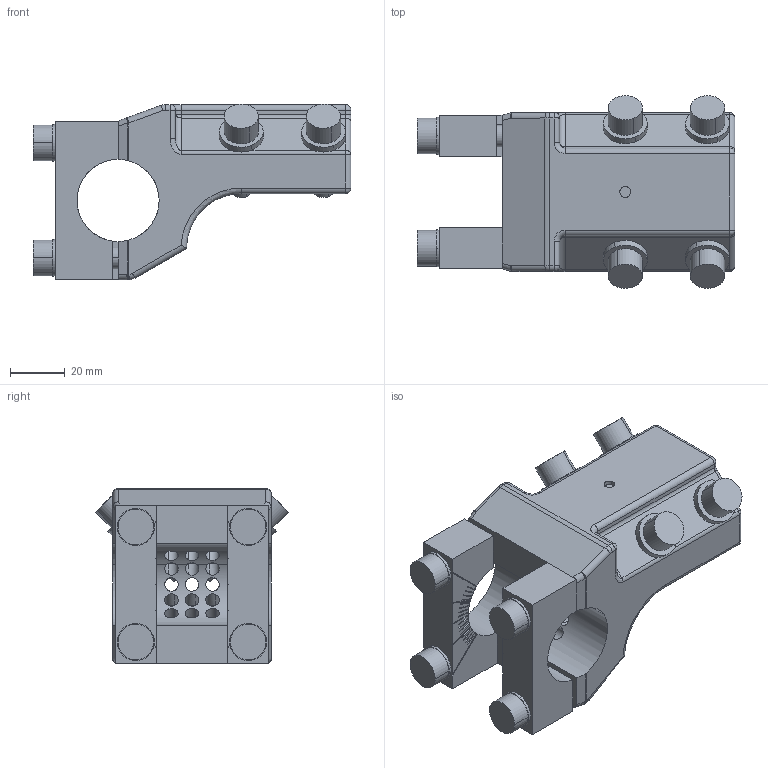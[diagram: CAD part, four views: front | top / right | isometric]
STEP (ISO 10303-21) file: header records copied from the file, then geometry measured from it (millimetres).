
FILE_DESCRIPTION(('CATIA V5 STEP Exchange'),'2;1');
FILE_NAME('AEGT107.stp','2018-07-31T06:26:28+00:00',('none'),('none'),'CATIA Version 5 Release 19 GA (IN-10)','CATIA V5 STEP AP203','none');
FILE_SCHEMA(('CONFIG_CONTROL_DESIGN'));
Length unit declared in the file: millimetre
Products named in the file (1): AEGT107
Bounding box: 116 x 70.35 x 64.18 mm (x, y, z)
Volume: 141063.2 mm3; surface area: 50278.7 mm2
Topology: 1 solids, 9 shells, 508 faces, 1260 edges, 782 vertices
Faces by surface type: plane 234, cylinder 194, cone 36, torus 20, bspline 12, sphere 10, revolution 2
Entity records: 15812 total; most frequent: CARTESIAN_POINT 4795, ORIENTED_EDGE 2476, DIRECTION 1765, EDGE_CURVE 1238, AXIS2_PLACEMENT_3D 785, VERTEX_POINT 782, VECTOR 616, LINE 616
